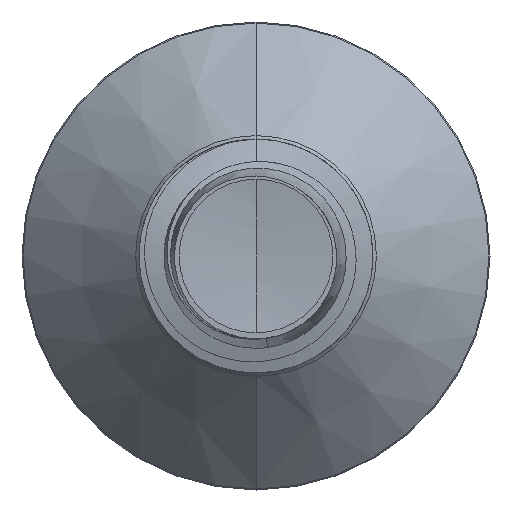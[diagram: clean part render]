
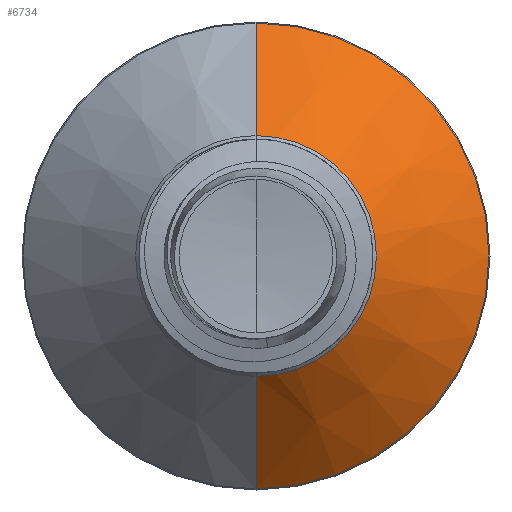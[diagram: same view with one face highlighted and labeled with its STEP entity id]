
A CAD part, front view. The second image highlights one B-rep face of the part: STEP entity #6734.
In plain terms, the highlighted conical face has half-angle 45 degrees and reference radius 3.088 mm.
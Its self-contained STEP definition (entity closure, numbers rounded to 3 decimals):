
#87 = DIRECTION ( 'NONE',  ( 0., 0.707, -0.707 ) ) ;
#417 = ORIENTED_EDGE ( 'NONE', *, *, #17051, .F. ) ;
#521 = VERTEX_POINT ( 'NONE', #5265 ) ;
#742 = VERTEX_POINT ( 'NONE', #12689 ) ;
#1597 = LINE ( 'NONE', #6968, #8398 ) ;
#1829 = VECTOR ( 'NONE', #13168, 1000. ) ;
#2487 = CARTESIAN_POINT ( 'NONE',  ( 0., 6.239, 0. ) ) ;
#2793 = EDGE_CURVE ( 'NONE', #742, #8184, #12017, .T. ) ;
#2894 = AXIS2_PLACEMENT_3D ( 'NONE', #6894, #16282, #8221 ) ;
#3599 = VERTEX_POINT ( 'NONE', #17489 ) ;
#3906 = DIRECTION ( 'NONE',  ( 0., 0., 1. ) ) ;
#5265 = CARTESIAN_POINT ( 'NONE',  ( 0., 9.124, 5.974 ) ) ;
#5597 = DIRECTION ( 'NONE',  ( 0., 1., 0. ) ) ;
#5628 = AXIS2_PLACEMENT_3D ( 'NONE', #2487, #11868, #3906 ) ;
#6176 = CONICAL_SURFACE ( 'NONE', #12396, 3.089, 0.785 ) ;
#6240 = EDGE_LOOP ( 'NONE', ( #8318, #7347, #417, #16557 ) ) ;
#6734 = ADVANCED_FACE ( 'NONE', ( #10097 ), #6176, .T. ) ;
#6894 = CARTESIAN_POINT ( 'NONE',  ( 0., 9.124, 0. ) ) ;
#6968 = CARTESIAN_POINT ( 'NONE',  ( 0., 6.239, -3.089 ) ) ;
#6980 = CARTESIAN_POINT ( 'NONE',  ( 0., 6.239, 0. ) ) ;
#7347 = ORIENTED_EDGE ( 'NONE', *, *, #13282, .T. ) ;
#8184 = VERTEX_POINT ( 'NONE', #14492 ) ;
#8221 = DIRECTION ( 'NONE',  ( 0., 0., 1. ) ) ;
#8318 = ORIENTED_EDGE ( 'NONE', *, *, #2793, .T. ) ;
#8398 = VECTOR ( 'NONE', #87, 1000. ) ;
#9682 = EDGE_CURVE ( 'NONE', #742, #521, #12587, .T. ) ;
#10097 = FACE_OUTER_BOUND ( 'NONE', #6240, .T. ) ;
#11788 = CARTESIAN_POINT ( 'NONE',  ( 0., 6.239, 3.089 ) ) ;
#11868 = DIRECTION ( 'NONE',  ( 0., 1., 0. ) ) ;
#12017 = CIRCLE ( 'NONE', #5628, 3.089 ) ;
#12396 = AXIS2_PLACEMENT_3D ( 'NONE', #6980, #5597, #16367 ) ;
#12587 = LINE ( 'NONE', #11788, #1829 ) ;
#12689 = CARTESIAN_POINT ( 'NONE',  ( 0., 6.239, 3.089 ) ) ;
#13168 = DIRECTION ( 'NONE',  ( 0., 0.707, 0.707 ) ) ;
#13254 = CIRCLE ( 'NONE', #2894, 5.974 ) ;
#13282 = EDGE_CURVE ( 'NONE', #8184, #3599, #1597, .T. ) ;
#14492 = CARTESIAN_POINT ( 'NONE',  ( 0., 6.239, -3.089 ) ) ;
#16282 = DIRECTION ( 'NONE',  ( 0., 1., 0. ) ) ;
#16367 = DIRECTION ( 'NONE',  ( 0., 0., 1. ) ) ;
#16557 = ORIENTED_EDGE ( 'NONE', *, *, #9682, .F. ) ;
#17051 = EDGE_CURVE ( 'NONE', #521, #3599, #13254, .T. ) ;
#17489 = CARTESIAN_POINT ( 'NONE',  ( 0., 9.124, -5.974 ) ) ;
